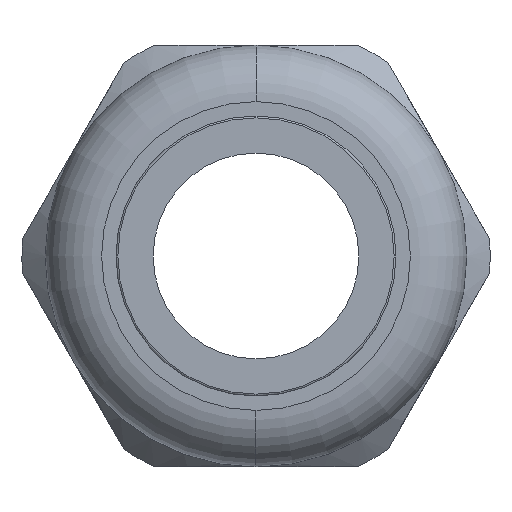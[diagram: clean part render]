
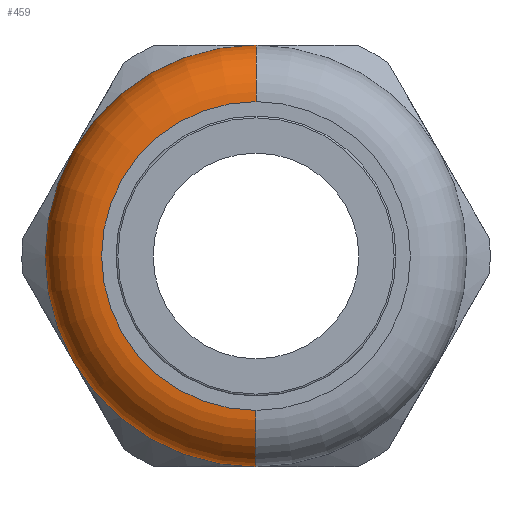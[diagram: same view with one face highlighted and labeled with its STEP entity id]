
A CAD part, left-side view. The second image highlights one B-rep face of the part: STEP entity #459.
In plain terms, the highlighted toroidal (fillet/blend) face has major radius 19.431 mm and minor radius 7.112 mm.
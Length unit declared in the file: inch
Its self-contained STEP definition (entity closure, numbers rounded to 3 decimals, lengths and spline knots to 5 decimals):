
#459 = ADVANCED_FACE ( 'NONE', ( #1529 ), #1528, .T. ) ;
#460 = ORIENTED_EDGE ( 'NONE', *, *, #461, .F. ) ;
#461 = EDGE_CURVE ( 'NONE', #462, #463, #1524, .T. ) ;
#462 = VERTEX_POINT ( 'NONE', #1519 ) ;
#463 = VERTEX_POINT ( 'NONE', #1518 ) ;
#464 = ORIENTED_EDGE ( 'NONE', *, *, #465, .T. ) ;
#465 = EDGE_CURVE ( 'NONE', #462, #466, #1581, .T. ) ;
#466 = VERTEX_POINT ( 'NONE', #1577 ) ;
#467 = ORIENTED_EDGE ( 'NONE', *, *, #468, .F. ) ;
#468 = EDGE_CURVE ( 'NONE', #469, #466, #1576, .T. ) ;
#469 = VERTEX_POINT ( 'NONE', #1571 ) ;
#470 = ORIENTED_EDGE ( 'NONE', *, *, #471, .F. ) ;
#471 = EDGE_CURVE ( 'NONE', #463, #469, #1569, .T. ) ;
#1517 = CARTESIAN_POINT ( 'NONE',  ( -1.92, 0., -0.765 ) ) ;
#1518 = CARTESIAN_POINT ( 'NONE',  ( -1.92, 0., 1.045 ) ) ;
#1519 = CARTESIAN_POINT ( 'NONE',  ( -1.92, 0., -1.045 ) ) ;
#1520 = DIRECTION ( 'NONE',  ( 0., 0., 1. ) ) ;
#1521 = DIRECTION ( 'NONE',  ( 1., 0., 0. ) ) ;
#1522 = CARTESIAN_POINT ( 'NONE',  ( -1.92, 0., 0. ) ) ;
#1523 = AXIS2_PLACEMENT_3D ( 'NONE', #1522, #1521, #1520 ) ;
#1524 = CIRCLE ( 'NONE', #1523, 1.045 ) ;
#1525 = DIRECTION ( 'NONE',  ( 0., 0., 1. ) ) ;
#1526 = DIRECTION ( 'NONE',  ( -1., 0., 0. ) ) ;
#1527 = AXIS2_PLACEMENT_3D ( 'NONE', #1535, #1526, #1525 ) ;
#1528 = TOROIDAL_SURFACE ( 'NONE', #1527, 0.765, 0.28 ) ;
#1529 = FACE_OUTER_BOUND ( 'NONE', #3627, .T. ) ;
#1535 = CARTESIAN_POINT ( 'NONE',  ( -1.92, 0., 0. ) ) ;
#1565 = DIRECTION ( 'NONE',  ( 0., 0., -1. ) ) ;
#1566 = DIRECTION ( 'NONE',  ( 0., -1., 0. ) ) ;
#1567 = CARTESIAN_POINT ( 'NONE',  ( -1.92, 0., 0.765 ) ) ;
#1568 = AXIS2_PLACEMENT_3D ( 'NONE', #1567, #1566, #1565 ) ;
#1569 = CIRCLE ( 'NONE', #1568, 0.28 ) ;
#1571 = CARTESIAN_POINT ( 'NONE',  ( -2.2, 0., 0.765 ) ) ;
#1572 = DIRECTION ( 'NONE',  ( 0., 0., 1. ) ) ;
#1573 = DIRECTION ( 'NONE',  ( -1., 0., 0. ) ) ;
#1574 = CARTESIAN_POINT ( 'NONE',  ( -2.2, 0., 0. ) ) ;
#1575 = AXIS2_PLACEMENT_3D ( 'NONE', #1574, #1573, #1572 ) ;
#1576 = CIRCLE ( 'NONE', #1575, 0.765 ) ;
#1577 = CARTESIAN_POINT ( 'NONE',  ( -2.2, 0., -0.765 ) ) ;
#1578 = DIRECTION ( 'NONE',  ( 0., 0., 1. ) ) ;
#1579 = DIRECTION ( 'NONE',  ( 0., 1., 0. ) ) ;
#1580 = AXIS2_PLACEMENT_3D ( 'NONE', #1517, #1579, #1578 ) ;
#1581 = CIRCLE ( 'NONE', #1580, 0.28 ) ;
#3627 = EDGE_LOOP ( 'NONE', ( #460, #464, #467, #470 ) ) ;
